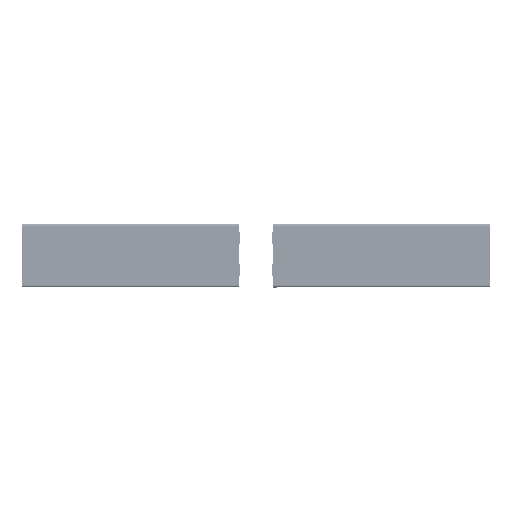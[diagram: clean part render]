
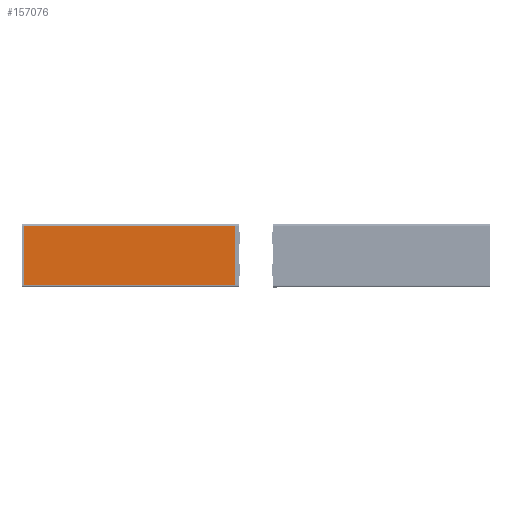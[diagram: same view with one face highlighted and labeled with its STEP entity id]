
A CAD part, left-side view. The second image highlights one B-rep face of the part: STEP entity #157076.
In plain terms, the highlighted planar face has unit normal (-1, 0, 0).
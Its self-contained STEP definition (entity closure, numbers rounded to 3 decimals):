
#5132=PLANE('',#168689);
#10605=FACE_OUTER_BOUND('',#19673,.T.);
#19673=EDGE_LOOP('',(#118013,#118014,#118015,#118016));
#30819=LINE('',#251007,#45323);
#30820=LINE('',#251010,#45324);
#30821=LINE('',#251012,#45325);
#30822=LINE('',#251013,#45326);
#45323=VECTOR('',#195865,1.);
#45324=VECTOR('',#195868,1.);
#45325=VECTOR('',#195869,1.);
#45326=VECTOR('',#195870,1.);
#69150=VERTEX_POINT('',#251003);
#69151=VERTEX_POINT('',#251005);
#69152=VERTEX_POINT('',#251009);
#69153=VERTEX_POINT('',#251011);
#87484=EDGE_CURVE('',#69150,#69151,#30819,.T.);
#87485=EDGE_CURVE('',#69152,#69150,#30820,.T.);
#87486=EDGE_CURVE('',#69153,#69151,#30821,.T.);
#87487=EDGE_CURVE('',#69152,#69153,#30822,.T.);
#118013=ORIENTED_EDGE('',*,*,#87485,.T.);
#118014=ORIENTED_EDGE('',*,*,#87484,.T.);
#118015=ORIENTED_EDGE('',*,*,#87486,.F.);
#118016=ORIENTED_EDGE('',*,*,#87487,.F.);
#157076=ADVANCED_FACE('',(#10605),#5132,.T.);
#168689=AXIS2_PLACEMENT_3D('',#251008,#195866,#195867);
#195865=DIRECTION('',(0.,-1.,0.));
#195866=DIRECTION('center_axis',(-1.,0.,0.));
#195867=DIRECTION('ref_axis',(0.,0.,-1.));
#195868=DIRECTION('',(0.,0.,-1.));
#195869=DIRECTION('',(0.,0.,-1.));
#195870=DIRECTION('',(0.,-1.,0.));
#251003=CARTESIAN_POINT('',(-414.45,1485.489,-173.634));
#251005=CARTESIAN_POINT('',(-414.45,1135.489,-173.634));
#251007=CARTESIAN_POINT('',(-414.45,1485.489,-173.634));
#251008=CARTESIAN_POINT('Origin',(-414.45,1485.489,-75.634));
#251009=CARTESIAN_POINT('',(-414.45,1485.489,-75.634));
#251010=CARTESIAN_POINT('',(-414.45,1485.489,-75.634));
#251011=CARTESIAN_POINT('',(-414.45,1135.489,-75.634));
#251012=CARTESIAN_POINT('',(-414.45,1135.489,-75.634));
#251013=CARTESIAN_POINT('',(-414.45,1485.489,-75.634));
